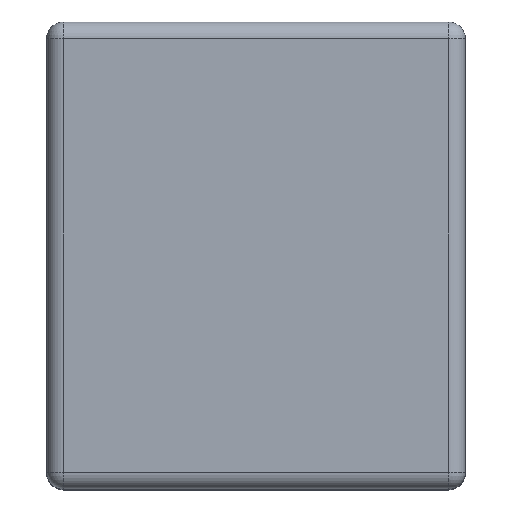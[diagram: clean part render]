
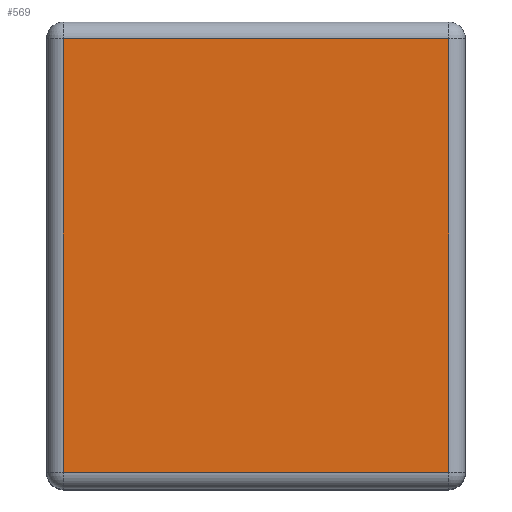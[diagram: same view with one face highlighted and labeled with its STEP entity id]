
A CAD part, top view. The second image highlights one B-rep face of the part: STEP entity #569.
In plain terms, the highlighted planar face has unit normal (0, 0, 1).
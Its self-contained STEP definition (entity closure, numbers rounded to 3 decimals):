
#8 = DIRECTION ( 'NONE',  ( 0., 0., -1. ) ) ;
#57 = LINE ( 'NONE', #494, #364 ) ;
#132 = VECTOR ( 'NONE', #318, 1000. ) ;
#146 = DIRECTION ( 'NONE',  ( -1., 0., 0. ) ) ;
#166 = AXIS2_PLACEMENT_3D ( 'NONE', #453, #8, #1107 ) ;
#206 = EDGE_CURVE ( 'NONE', #882, #1086, #306, .T. ) ;
#272 = DIRECTION ( 'NONE',  ( 0., 1., 0. ) ) ;
#276 = EDGE_CURVE ( 'NONE', #1086, #1168, #905, .T. ) ;
#278 = ORIENTED_EDGE ( 'NONE', *, *, #276, .T. ) ;
#280 = EDGE_CURVE ( 'NONE', #793, #882, #57, .T. ) ;
#289 = LINE ( 'NONE', #464, #1021 ) ;
#306 = LINE ( 'NONE', #743, #624 ) ;
#318 = DIRECTION ( 'NONE',  ( 1., 0., 0. ) ) ;
#364 = VECTOR ( 'NONE', #146, 1000. ) ;
#453 = CARTESIAN_POINT ( 'NONE',  ( -1.25, 2.79, 1.6 ) ) ;
#464 = CARTESIAN_POINT ( 'NONE',  ( 1.15, 2.79, 1.6 ) ) ;
#487 = CARTESIAN_POINT ( 'NONE',  ( -1.15, 2.69, 1.6 ) ) ;
#494 = CARTESIAN_POINT ( 'NONE',  ( -1.25, 2.69, 1.6 ) ) ;
#537 = CARTESIAN_POINT ( 'NONE',  ( -1.15, 0.1, 1.6 ) ) ;
#560 = CARTESIAN_POINT ( 'NONE',  ( 1.15, 0.1, 1.6 ) ) ;
#569 = ADVANCED_FACE ( 'NONE', ( #998 ), #826, .F. ) ;
#624 = VECTOR ( 'NONE', #1123, 1000. ) ;
#692 = CARTESIAN_POINT ( 'NONE',  ( -1.25, 0.1, 1.6 ) ) ;
#743 = CARTESIAN_POINT ( 'NONE',  ( -1.15, 2.79, 1.6 ) ) ;
#793 = VERTEX_POINT ( 'NONE', #981 ) ;
#826 = PLANE ( 'NONE',  #166 ) ;
#858 = ORIENTED_EDGE ( 'NONE', *, *, #280, .T. ) ;
#882 = VERTEX_POINT ( 'NONE', #487 ) ;
#905 = LINE ( 'NONE', #692, #132 ) ;
#930 = EDGE_LOOP ( 'NONE', ( #858, #1166, #278, #964 ) ) ;
#964 = ORIENTED_EDGE ( 'NONE', *, *, #1139, .T. ) ;
#981 = CARTESIAN_POINT ( 'NONE',  ( 1.15, 2.69, 1.6 ) ) ;
#998 = FACE_OUTER_BOUND ( 'NONE', #930, .T. ) ;
#1021 = VECTOR ( 'NONE', #272, 1000. ) ;
#1086 = VERTEX_POINT ( 'NONE', #537 ) ;
#1107 = DIRECTION ( 'NONE',  ( -1., 0., 0. ) ) ;
#1123 = DIRECTION ( 'NONE',  ( 0., -1., 0. ) ) ;
#1139 = EDGE_CURVE ( 'NONE', #1168, #793, #289, .T. ) ;
#1166 = ORIENTED_EDGE ( 'NONE', *, *, #206, .T. ) ;
#1168 = VERTEX_POINT ( 'NONE', #560 ) ;
